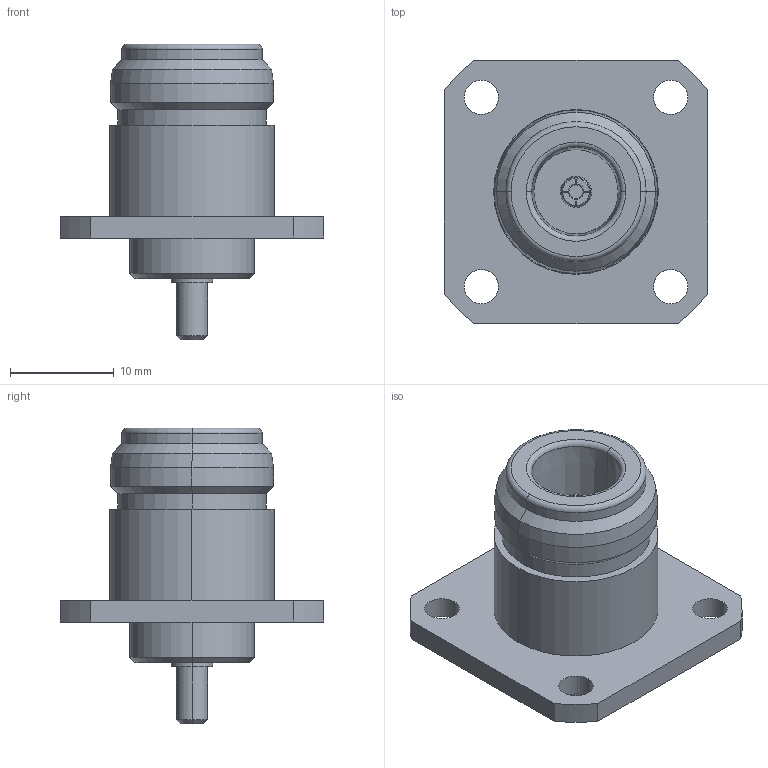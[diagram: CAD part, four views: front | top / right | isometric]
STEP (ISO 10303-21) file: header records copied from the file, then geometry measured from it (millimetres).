
FILE_DESCRIPTION (( 'STEP AP214' ), '1' );
FILE_NAME ('J01021B0008.STEP', '2016-06-01T11:30:26', ( '' ), ( '' ), 'SwSTEP 2.0', 'SolidWorks 2015', '' );
FILE_SCHEMA (( 'AUTOMOTIVE_DESIGN' ));
Length unit declared in the file: millimetre
Products named in the file (1): J01021B0008
Bounding box: 25.4 x 25.4 x 28.47 mm (x, y, z)
Volume: 4376.2 mm3; surface area: 2743.6 mm2
Topology: 1 solids, 1 shells, 89 faces, 206 edges, 130 vertices
Faces by surface type: cylinder 36, plane 25, cone 24, torus 4
Entity records: 3572 total; most frequent: CARTESIAN_POINT 498, DIRECTION 456, ORIENTED_EDGE 412, EDGE_CURVE 206, AXIS2_PLACEMENT_3D 184, VERTEX_POINT 130, EDGE_LOOP 108, CIRCLE 94
